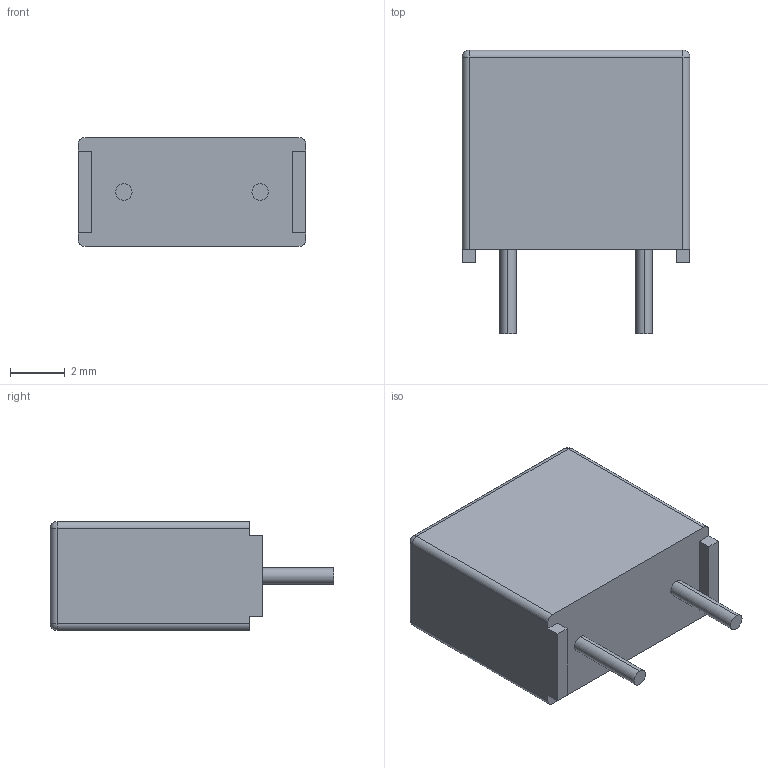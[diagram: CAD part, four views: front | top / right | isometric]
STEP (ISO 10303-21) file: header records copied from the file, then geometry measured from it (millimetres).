
FILE_DESCRIPTION (( 'STEP AP214' ), '1' );
FILE_NAME ('Bel_0697Hxxxx.step', '2020-10-19T11:51:58+00:00', 'Stefan Hamminga', '', '', '', '');
FILE_SCHEMA (( 'AUTOMOTIVE_DESIGN' ));
Length unit declared in the file: millimetre
Products named in the file (1): Bel 0697Hxxxx
Bounding box: 8.35 x 10.4 x 4 mm (x, y, z)
Volume: 246.4 mm3; surface area: 259.9 mm2
Topology: 1 solids, 1 shells, 32 faces, 76 edges, 44 vertices
Faces by surface type: plane 16, cylinder 12, sphere 4
Entity records: 984 total; most frequent: DIRECTION 162, CARTESIAN_POINT 149, ORIENTED_EDGE 144, EDGE_CURVE 72, AXIS2_PLACEMENT_3D 57, LINE 48, VECTOR 48, VERTEX_POINT 44
